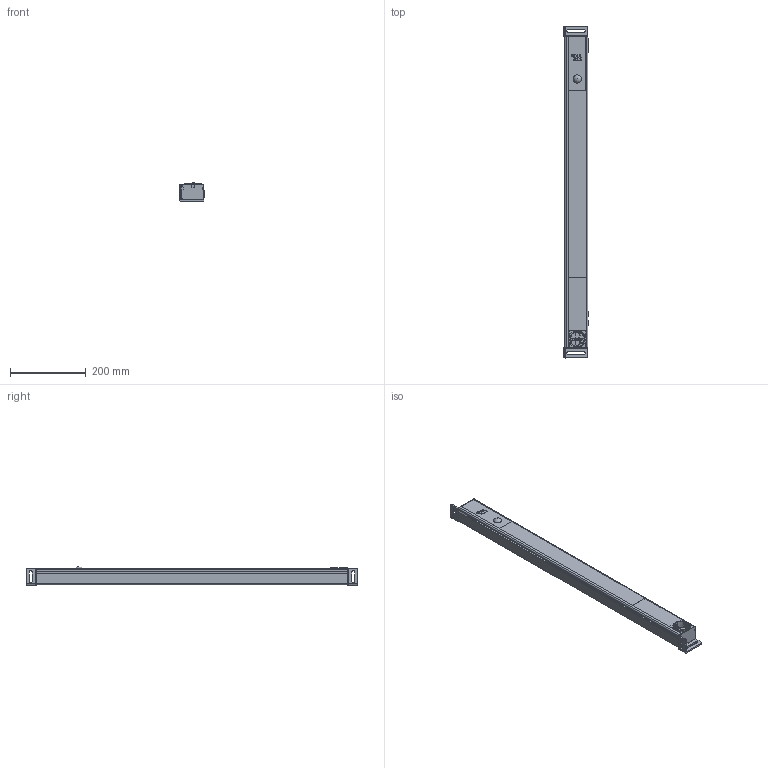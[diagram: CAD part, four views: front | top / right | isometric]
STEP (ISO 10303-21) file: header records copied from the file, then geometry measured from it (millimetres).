
FILE_DESCRIPTION(/* description */ (''),/* implementation_level */ '2;1');
FILE_NAME(/* name */ '111425_LED-A-825-B-E.stp',/* time_stamp */ '2023-12-03T14:34:30+01:00',/* author */ ('CAD'),/* organization */ (''),/* preprocessor_version */ 'ST-DEVELOPER v15.6',/* originating_system */ 'Autodesk Inventor 2015',/* authorisation */ '');
FILE_SCHEMA (('AUTOMOTIVE_DESIGN { 1 0 10303 214 3 1 1 }'));
Products named in the file (1): 111425_LED-A-825-B-E_Shrinkwrap_1
Bounding box: 66 x 875 x 49.6 mm (x, y, z)
Surface area: 329285.1 mm2 (no closed solid volume)
Topology: 0 solids, 55 shells, 1471 faces, 5590 edges, 4178 vertices
Faces by surface type: plane 1104, cylinder 267, bspline 48, cone 32, sphere 12, torus 8
Full cylindrical faces by diameter (mm): 1.2 x3, 2.5 x4, 3.3 x2, 8.2 x1, 20.902 x1, 25 x1, 26 x1, 28 x1
Entity records: 62830 total; most frequent: CARTESIAN_POINT 16149, ORIENTED_EDGE 9279, DIRECTION 8665, EDGE_CURVE 5553, LINE 4407, VECTOR 4407, VERTEX_POINT 4171, AXIS2_PLACEMENT_3D 2129
